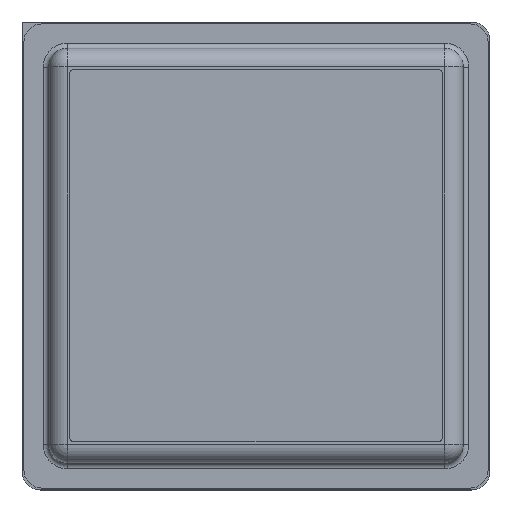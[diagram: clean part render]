
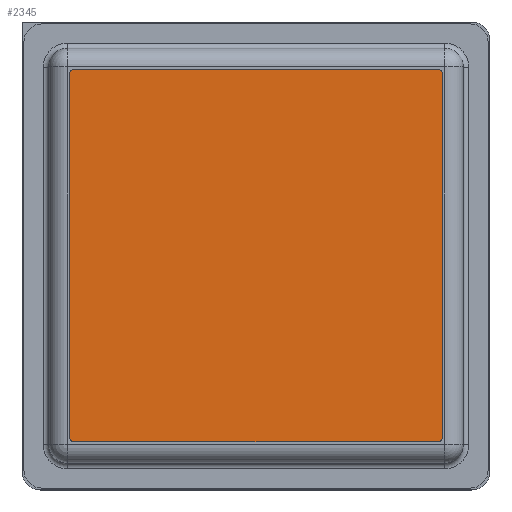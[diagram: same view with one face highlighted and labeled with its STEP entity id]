
A CAD part, top view. The second image highlights one B-rep face of the part: STEP entity #2345.
In plain terms, the highlighted planar face has unit normal (0, 0, 1).
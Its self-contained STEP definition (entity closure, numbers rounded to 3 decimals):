
#2080 = VERTEX_POINT('',#2081);
#2081 = CARTESIAN_POINT('',(-0.575,-19.425,12.9));
#2087 = EDGE_CURVE('',#2080,#2088,#2090,.T.);
#2088 = VERTEX_POINT('',#2089);
#2089 = CARTESIAN_POINT('',(-0.575,0.375,12.9));
#2090 = LINE('',#2091,#2092);
#2091 = CARTESIAN_POINT('',(-0.575,-19.425,12.9));
#2092 = VECTOR('',#2093,1.);
#2093 = DIRECTION('',(0.,1.,0.));
#2120 = VERTEX_POINT('',#2121);
#2121 = CARTESIAN_POINT('',(-0.375,0.575,12.9));
#2127 = EDGE_CURVE('',#2120,#2088,#2128,.T.);
#2128 = CIRCLE('',#2129,0.2);
#2129 = AXIS2_PLACEMENT_3D('',#2130,#2131,#2132);
#2130 = CARTESIAN_POINT('',(-0.375,0.375,12.9));
#2131 = DIRECTION('',(0.,0.,1.));
#2132 = DIRECTION('',(1.,0.,0.));
#2151 = EDGE_CURVE('',#2120,#2152,#2154,.T.);
#2152 = VERTEX_POINT('',#2153);
#2153 = CARTESIAN_POINT('',(19.425,0.575,12.9));
#2154 = LINE('',#2155,#2156);
#2155 = CARTESIAN_POINT('',(-0.375,0.575,12.9));
#2156 = VECTOR('',#2157,1.);
#2157 = DIRECTION('',(1.,0.,0.));
#2184 = VERTEX_POINT('',#2185);
#2185 = CARTESIAN_POINT('',(19.625,0.375,12.9));
#2191 = EDGE_CURVE('',#2184,#2152,#2192,.T.);
#2192 = CIRCLE('',#2193,0.2);
#2193 = AXIS2_PLACEMENT_3D('',#2194,#2195,#2196);
#2194 = CARTESIAN_POINT('',(19.425,0.375,12.9));
#2195 = DIRECTION('',(0.,0.,1.));
#2196 = DIRECTION('',(1.,0.,0.));
#2215 = EDGE_CURVE('',#2184,#2216,#2218,.T.);
#2216 = VERTEX_POINT('',#2217);
#2217 = CARTESIAN_POINT('',(19.625,-19.425,12.9));
#2218 = LINE('',#2219,#2220);
#2219 = CARTESIAN_POINT('',(19.625,0.375,12.9));
#2220 = VECTOR('',#2221,1.);
#2221 = DIRECTION('',(0.,-1.,0.));
#2248 = VERTEX_POINT('',#2249);
#2249 = CARTESIAN_POINT('',(19.425,-19.625,12.9));
#2255 = EDGE_CURVE('',#2248,#2216,#2256,.T.);
#2256 = CIRCLE('',#2257,0.2);
#2257 = AXIS2_PLACEMENT_3D('',#2258,#2259,#2260);
#2258 = CARTESIAN_POINT('',(19.425,-19.425,12.9));
#2259 = DIRECTION('',(0.,0.,1.));
#2260 = DIRECTION('',(1.,0.,0.));
#2279 = EDGE_CURVE('',#2248,#2280,#2282,.T.);
#2280 = VERTEX_POINT('',#2281);
#2281 = CARTESIAN_POINT('',(-0.375,-19.625,12.9));
#2282 = LINE('',#2283,#2284);
#2283 = CARTESIAN_POINT('',(19.425,-19.625,12.9));
#2284 = VECTOR('',#2285,1.);
#2285 = DIRECTION('',(-1.,0.,0.));
#2310 = EDGE_CURVE('',#2080,#2280,#2311,.T.);
#2311 = CIRCLE('',#2312,0.2);
#2312 = AXIS2_PLACEMENT_3D('',#2313,#2314,#2315);
#2313 = CARTESIAN_POINT('',(-0.375,-19.425,12.9));
#2314 = DIRECTION('',(0.,0.,1.));
#2315 = DIRECTION('',(1.,0.,0.));
#2345 = ADVANCED_FACE('',(#2346),#2356,.F.);
#2346 = FACE_BOUND('',#2347,.F.);
#2347 = EDGE_LOOP('',(#2348,#2349,#2350,#2351,#2352,#2353,#2354,#2355));
#2348 = ORIENTED_EDGE('',*,*,#2087,.T.);
#2349 = ORIENTED_EDGE('',*,*,#2127,.F.);
#2350 = ORIENTED_EDGE('',*,*,#2151,.T.);
#2351 = ORIENTED_EDGE('',*,*,#2191,.F.);
#2352 = ORIENTED_EDGE('',*,*,#2215,.T.);
#2353 = ORIENTED_EDGE('',*,*,#2255,.F.);
#2354 = ORIENTED_EDGE('',*,*,#2279,.T.);
#2355 = ORIENTED_EDGE('',*,*,#2310,.F.);
#2356 = PLANE('',#2357);
#2357 = AXIS2_PLACEMENT_3D('',#2358,#2359,#2360);
#2358 = CARTESIAN_POINT('',(9.525,-9.525,12.9));
#2359 = DIRECTION('',(-0.,-0.,-1.));
#2360 = DIRECTION('',(0.,-1.,0.));
